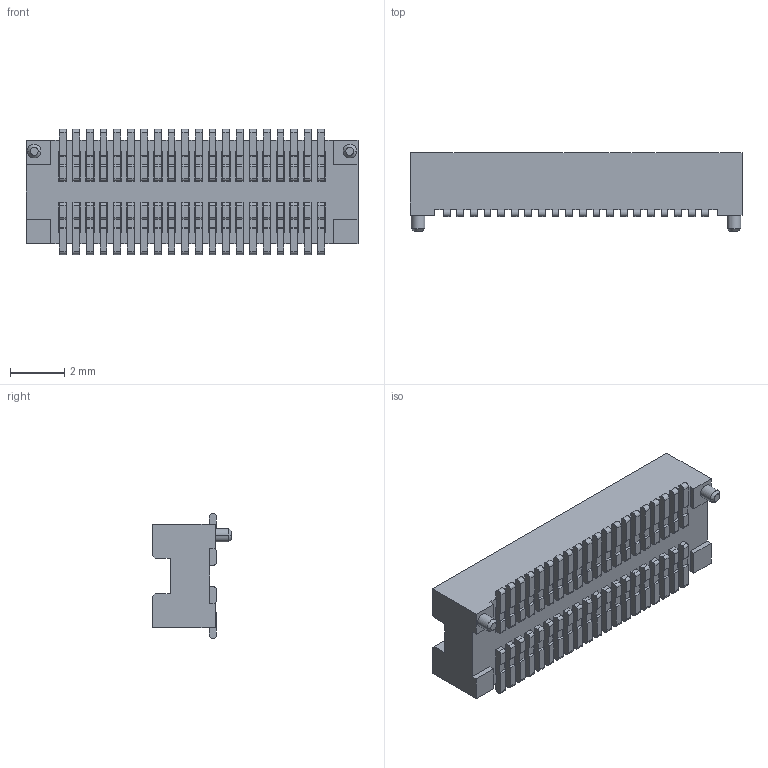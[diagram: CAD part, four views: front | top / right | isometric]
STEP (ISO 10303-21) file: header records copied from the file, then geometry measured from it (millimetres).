
FILE_DESCRIPTION((''),'2;1');
FILE_NAME('FBB05008-F40-H24','2022-03-08T',('工程三'),(''),'PRO/ENGINEER BY PARAMETRIC TECHNOLOGY CORPORATION, 2010280','PRO/ENGINEER BY PARAMETRIC TECHNOLOGY CORPORATION, 2010280','');
FILE_SCHEMA(('CONFIG_CONTROL_DESIGN'));
Length unit declared in the file: millimetre
Products named in the file (1): FBB05008-F40-H24
Bounding box: 12.2 x 2.9 x 4.6 mm (x, y, z)
Volume: 59.7 mm3; surface area: 450 mm2
Topology: 1 solids, 1 shells, 1504 faces, 5324 edges, 3464 vertices
Faces by surface type: plane 1096, cylinder 404, cone 4
Entity records: 57330 total; most frequent: CARTESIAN_POINT 10772, ORIENTED_EDGE 10648, DIRECTION 8984, EDGE_CURVE 5324, VECTOR 4352, LINE 4352, VERTEX_POINT 3464, AXIS2_PLACEMENT_3D 2316
